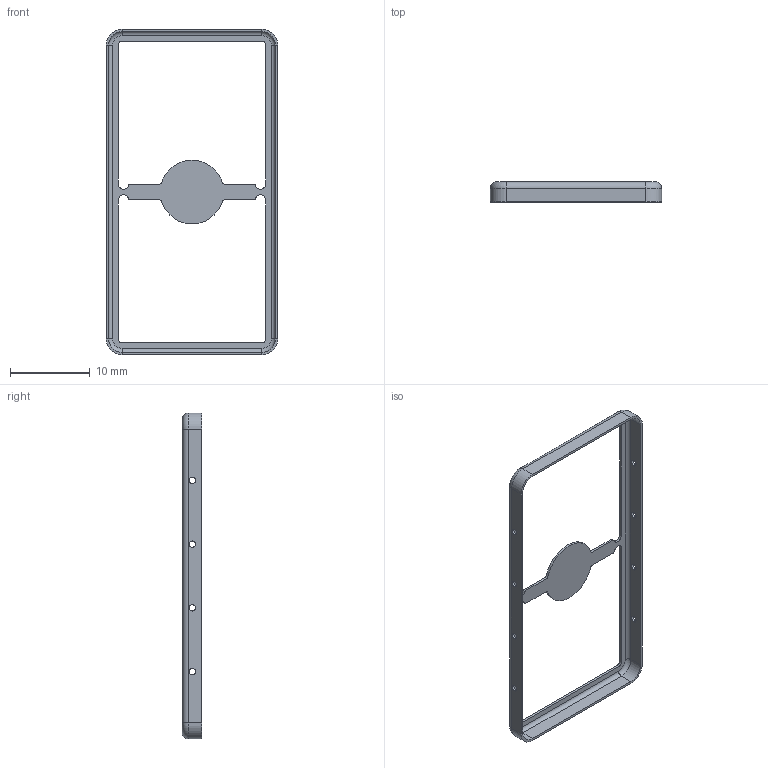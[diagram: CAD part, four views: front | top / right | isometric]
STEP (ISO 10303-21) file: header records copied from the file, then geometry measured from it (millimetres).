
FILE_DESCRIPTION (( 'STEP AP203' ), '1' );
FILE_NAME ('MS409-10F.step', '2020-11-15T13:51:25', ( '' ), ( '' ), 'SwSTEP 2.0', 'SolidWorks 2018', '' );
FILE_SCHEMA (( 'CONFIG_CONTROL_DESIGN' ));
Length unit declared in the file: millimetre
Products named in the file (1): MS409-10F
Bounding box: 21.5 x 2.5 x 40.9 mm (x, y, z)
Volume: 141.3 mm3; surface area: 1030 mm2
Topology: 1 solids, 1 shells, 89 faces, 229 edges, 142 vertices
Faces by surface type: cylinder 53, plane 28, torus 8
Entity records: 2838 total; most frequent: DIRECTION 523, CARTESIAN_POINT 461, ORIENTED_EDGE 458, EDGE_CURVE 229, AXIS2_PLACEMENT_3D 204, VERTEX_POINT 142, VECTOR 115, LINE 115
